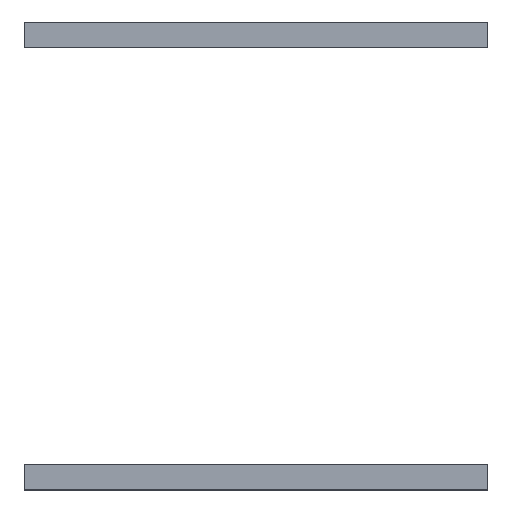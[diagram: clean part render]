
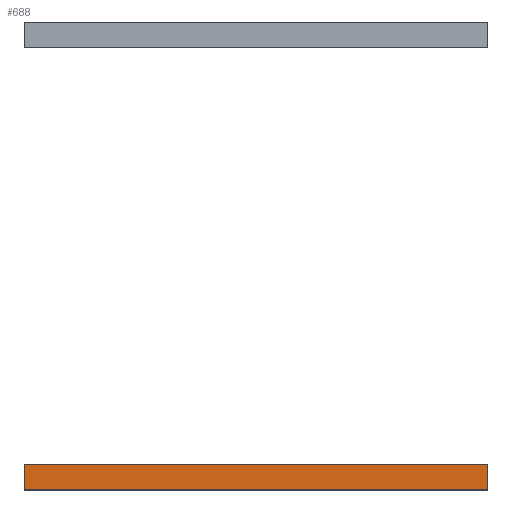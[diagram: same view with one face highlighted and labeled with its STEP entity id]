
A CAD part, top view. The second image highlights one B-rep face of the part: STEP entity #688.
In plain terms, the highlighted planar face has unit normal (0, 0, 1).
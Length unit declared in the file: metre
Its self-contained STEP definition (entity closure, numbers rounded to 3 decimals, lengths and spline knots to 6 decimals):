
#46=ORIENTED_EDGE('',*,*,#236,.F.);
#47=ORIENTED_EDGE('',*,*,#225,.T.);
#48=ORIENTED_EDGE('',*,*,#237,.T.);
#49=ORIENTED_EDGE('',*,*,#218,.F.);
#218=EDGE_CURVE('',#314,#315,#378,.T.);
#225=EDGE_CURVE('',#320,#321,#385,.T.);
#236=EDGE_CURVE('',#320,#314,#396,.T.);
#237=EDGE_CURVE('',#321,#315,#397,.T.);
#314=VERTEX_POINT('',#978);
#315=VERTEX_POINT('',#979);
#320=VERTEX_POINT('',#992);
#321=VERTEX_POINT('',#993);
#378=LINE('',#977,#474);
#385=LINE('',#991,#481);
#396=LINE('',#1014,#492);
#397=LINE('',#1015,#493);
#474=VECTOR('',#798,1.);
#481=VECTOR('',#807,1.);
#492=VECTOR('',#822,1.);
#493=VECTOR('',#823,1.);
#570=EDGE_LOOP('',(#46,#47,#48,#49));
#610=FACE_BOUND('',#570,.T.);
#650=PLANE('',#752);
#688=ADVANCED_FACE('',(#610),#650,.F.);
#752=AXIS2_PLACEMENT_3D('',#1013,#820,#821);
#798=DIRECTION('',(0.,1.,0.));
#807=DIRECTION('',(0.,1.,0.));
#820=DIRECTION('',(0.,0.,-1.));
#821=DIRECTION('',(1.,0.,0.));
#822=DIRECTION('',(-1.,0.,0.));
#823=DIRECTION('',(-1.,0.,0.));
#977=CARTESIAN_POINT('',(-0.1397,-0.13335,0.0381));
#978=CARTESIAN_POINT('',(-0.1397,-0.14097,0.0381));
#979=CARTESIAN_POINT('',(-0.1397,-0.12573,0.0381));
#991=CARTESIAN_POINT('',(0.1397,-0.13335,0.0381));
#992=CARTESIAN_POINT('',(0.1397,-0.14097,0.0381));
#993=CARTESIAN_POINT('',(0.1397,-0.12573,0.0381));
#1013=CARTESIAN_POINT('',(-0.032385,-0.13335,0.0381));
#1014=CARTESIAN_POINT('',(-0.121508,-0.14097,0.0381));
#1015=CARTESIAN_POINT('',(-0.121508,-0.12573,0.0381));
